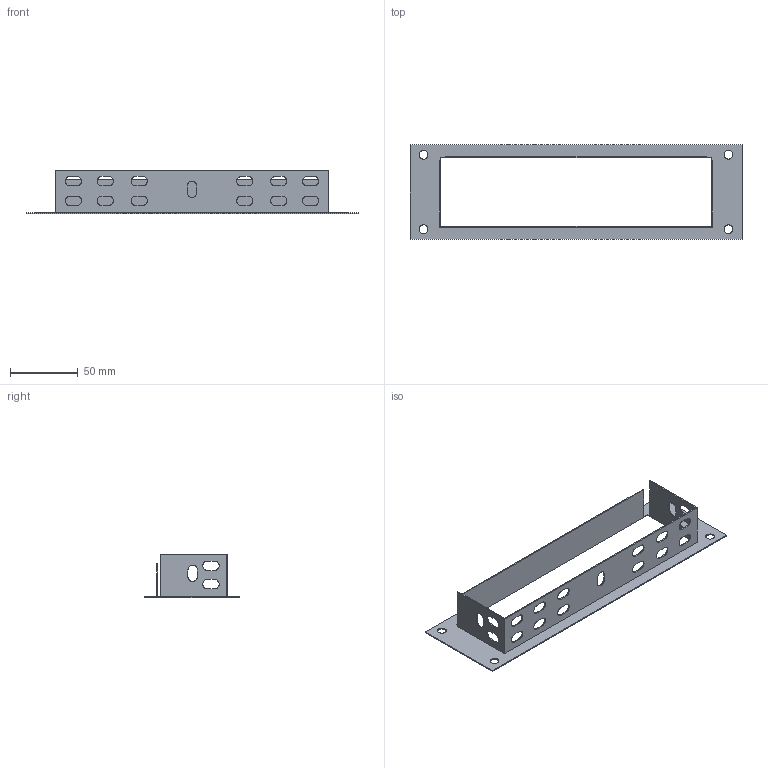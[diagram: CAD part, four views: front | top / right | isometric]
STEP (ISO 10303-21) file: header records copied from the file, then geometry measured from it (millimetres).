
FILE_DESCRIPTION (( 'STEP AP203' ), '1' );
FILE_NAME ('CLP1CF-050-200-M-HDZ Ñîåäèíèòåëüíûé ôëàíåö 50õ200 IEK HDZ.STEP', '2016-03-10T13:30:58', ( '' ), ( '' ), 'SwSTEP 2.0', 'SolidWorks 2014', '' );
FILE_SCHEMA (( 'CONFIG_CONTROL_DESIGN' ));
Length unit declared in the file: millimetre
Products named in the file (1): CLP1CF-050-200-M-HDZ Ñîåäèíèòåëüíûé ôëàíåö 50õ200 IEK HDZ
Bounding box: 245 x 70 x 32 mm (x, y, z)
Volume: 14035.3 mm3; surface area: 40879.7 mm2
Topology: 1 solids, 1 shells, 105 faces, 311 edges, 208 vertices
Faces by surface type: plane 62, cylinder 43
Full cylindrical faces by diameter (mm): 6.5 x4
Entity records: 6238 total; most frequent: CARTESIAN_POINT 3439, ORIENTED_EDGE 610, DIRECTION 439, EDGE_CURVE 305, VECTOR 219, LINE 219, VERTEX_POINT 206, EDGE_LOOP 157
